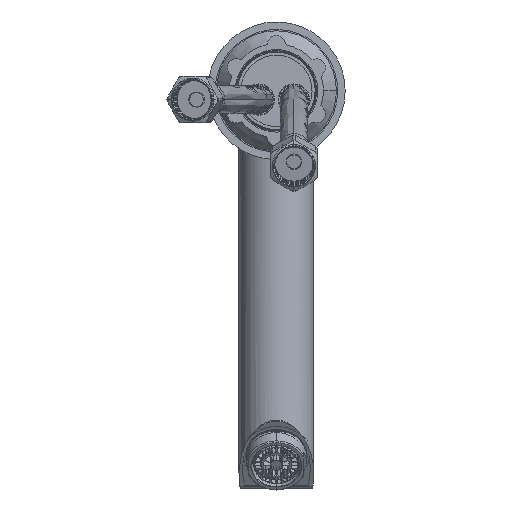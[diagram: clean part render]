
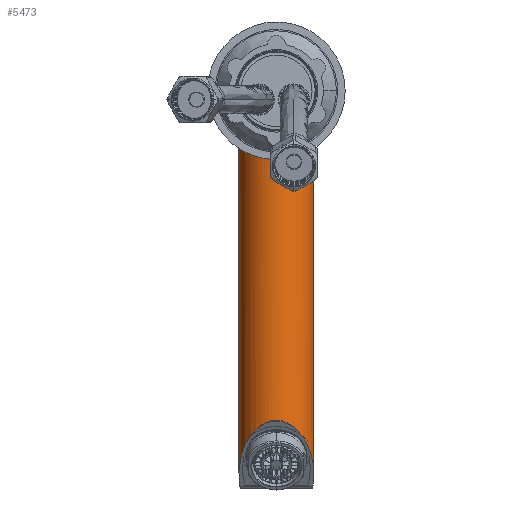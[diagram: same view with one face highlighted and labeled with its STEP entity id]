
A CAD part, front view. The second image highlights one B-rep face of the part: STEP entity #5473.
In plain terms, the highlighted cylindrical face has radius 15 mm (diameter 30 mm), a full revolution.
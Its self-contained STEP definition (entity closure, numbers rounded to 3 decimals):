
#173=ELLIPSE('',#30561,26.065,15.);
#1522=B_SPLINE_CURVE_WITH_KNOTS('',3,(#65590,#65591,#65592,#65593,#65594,
#65595,#65596,#65597,#65598,#65599,#65600,#65601,#65602,#65603,#65604,#65605,
#65606,#65607,#65608,#65609,#65610,#65611,#65612,#65613,#65614,#65615,#65616,
#65617,#65618,#65619,#65620,#65621,#65622,#65623),.UNSPECIFIED.,.T.,.F.,
(2,2,2,2,2,2,2,2,2,2,2,2,2,2,2,2,2,2,2),(-0.063,0.,0.063,0.125,0.188,
0.25,0.313,0.375,0.438,0.5,0.563,0.625,0.688,0.75,0.813,0.875,0.938,
1.,1.063),.UNSPECIFIED.);
#1523=B_SPLINE_CURVE_WITH_KNOTS('',3,(#65628,#65629,#65630,#65631,#65632,
#65633,#65634,#65635,#65636,#65637),.UNSPECIFIED.,.F.,.F.,(4,3,3,4),(0.,
0.345,0.689,1.),.UNSPECIFIED.);
#1524=B_SPLINE_CURVE_WITH_KNOTS('',3,(#65641,#65642,#65643,#65644,#65645,
#65646,#65647,#65648,#65649,#65650),.UNSPECIFIED.,.F.,.F.,(4,3,3,4),(0.,
0.366,0.733,1.),.UNSPECIFIED.);
#2315=CYLINDRICAL_SURFACE('',#30563,15.);
#5473=ADVANCED_FACE('',(#6782,#6783),#2315,.T.);
#6782=FACE_BOUND('',#8673,.T.);
#6783=FACE_BOUND('',#8674,.T.);
#8673=EDGE_LOOP('',(#19232));
#8674=EDGE_LOOP('',(#19233,#19234,#19235,#19236));
#19232=ORIENTED_EDGE('',*,*,#26528,.T.);
#19233=ORIENTED_EDGE('',*,*,#26529,.T.);
#19234=ORIENTED_EDGE('',*,*,#26530,.T.);
#19235=ORIENTED_EDGE('',*,*,#26531,.F.);
#19236=ORIENTED_EDGE('',*,*,#26532,.T.);
#22770=VERTEX_POINT('',#65624);
#22771=VERTEX_POINT('',#65626);
#22772=VERTEX_POINT('',#65627);
#22773=VERTEX_POINT('',#65638);
#22774=VERTEX_POINT('',#65640);
#26528=EDGE_CURVE('',#22770,#22770,#1522,.T.);
#26529=EDGE_CURVE('',#22771,#22772,#173,.T.);
#26530=EDGE_CURVE('',#22772,#22773,#1523,.T.);
#26531=EDGE_CURVE('',#22774,#22773,#28118,.T.);
#26532=EDGE_CURVE('',#22774,#22771,#1524,.T.);
#28118=CIRCLE('',#30562,15.);
#30561=AXIS2_PLACEMENT_3D('',#65625,#37110,#37111);
#30562=AXIS2_PLACEMENT_3D('',#65639,#37112,#37113);
#30563=AXIS2_PLACEMENT_3D('',#65651,#37114,#37115);
#37110=DIRECTION('',(0.,0.818,0.575));
#37111=DIRECTION('',(0.,-0.575,0.818));
#37112=DIRECTION('',(0.,0.,-1.));
#37113=DIRECTION('',(1.,0.,0.));
#37114=DIRECTION('',(0.,0.,1.));
#37115=DIRECTION('',(1.,0.,0.));
#65590=CARTESIAN_POINT('',(15.,220.072,-16.869));
#65591=CARTESIAN_POINT('',(15.,215.928,-16.869));
#65592=CARTESIAN_POINT('',(14.562,213.918,-17.331));
#65593=CARTESIAN_POINT('',(13.056,210.367,-18.647));
#65594=CARTESIAN_POINT('',(11.984,208.783,-19.489));
#65595=CARTESIAN_POINT('',(9.326,206.1,-21.077));
#65596=CARTESIAN_POINT('',(7.745,205.003,-21.826));
#65597=CARTESIAN_POINT('',(4.121,203.443,-22.919));
#65598=CARTESIAN_POINT('',(2.073,203.003,-23.247));
#65599=CARTESIAN_POINT('',(-2.023,202.997,-23.252));
#65600=CARTESIAN_POINT('',(-4.062,203.426,-22.931));
#65601=CARTESIAN_POINT('',(-7.694,204.973,-21.846));
#65602=CARTESIAN_POINT('',(-9.297,206.076,-21.093));
#65603=CARTESIAN_POINT('',(-11.98,208.775,-19.492));
#65604=CARTESIAN_POINT('',(-13.041,210.338,-18.659));
#65605=CARTESIAN_POINT('',(-14.564,213.916,-17.33));
#65606=CARTESIAN_POINT('',(-14.998,215.936,-16.871));
#65607=CARTESIAN_POINT('',(-15.002,220.033,-16.867));
#65608=CARTESIAN_POINT('',(-14.572,222.055,-17.322));
#65609=CARTESIAN_POINT('',(-13.057,225.635,-18.646));
#65610=CARTESIAN_POINT('',(-11.984,227.217,-19.489));
#65611=CARTESIAN_POINT('',(-9.323,229.902,-21.079));
#65612=CARTESIAN_POINT('',(-7.73,231.005,-21.831));
#65613=CARTESIAN_POINT('',(-4.105,232.562,-22.922));
#65614=CARTESIAN_POINT('',(-2.062,232.997,-23.248));
#65615=CARTESIAN_POINT('',(2.012,233.003,-23.252));
#65616=CARTESIAN_POINT('',(4.057,232.578,-22.934));
#65617=CARTESIAN_POINT('',(7.72,231.014,-21.837));
#65618=CARTESIAN_POINT('',(9.319,229.904,-21.081));
#65619=CARTESIAN_POINT('',(11.975,227.228,-19.495));
#65620=CARTESIAN_POINT('',(13.052,225.641,-18.65));
#65621=CARTESIAN_POINT('',(14.562,222.084,-17.331));
#65622=CARTESIAN_POINT('',(15.,220.072,-16.869));
#65623=CARTESIAN_POINT('',(15.,215.928,-16.869));
#65624=CARTESIAN_POINT('',(15.,218.,-16.869));
#65625=CARTESIAN_POINT('',(0.,218.,-153.385));
#65626=CARTESIAN_POINT('',(-14.609,221.403,-158.22));
#65627=CARTESIAN_POINT('',(14.609,221.403,-158.22));
#65628=CARTESIAN_POINT('',(14.609,221.403,-158.22));
#65629=CARTESIAN_POINT('',(14.579,221.532,-158.403));
#65630=CARTESIAN_POINT('',(14.539,221.693,-158.566));
#65631=CARTESIAN_POINT('',(14.491,221.873,-158.695));
#65632=CARTESIAN_POINT('',(14.443,222.053,-158.823));
#65633=CARTESIAN_POINT('',(14.386,222.255,-158.922));
#65634=CARTESIAN_POINT('',(14.321,222.462,-158.984));
#65635=CARTESIAN_POINT('',(14.263,222.65,-159.041));
#65636=CARTESIAN_POINT('',(14.197,222.846,-159.069));
#65637=CARTESIAN_POINT('',(14.129,223.038,-159.069));
#65638=CARTESIAN_POINT('',(14.129,223.038,-159.069));
#65639=CARTESIAN_POINT('',(0.,218.,-159.069));
#65640=CARTESIAN_POINT('',(-14.129,223.038,-159.069));
#65641=CARTESIAN_POINT('',(-14.129,223.038,-159.069));
#65642=CARTESIAN_POINT('',(-14.209,222.812,-159.069));
#65643=CARTESIAN_POINT('',(-14.285,222.581,-159.029));
#65644=CARTESIAN_POINT('',(-14.351,222.364,-158.952));
#65645=CARTESIAN_POINT('',(-14.417,222.146,-158.874));
#65646=CARTESIAN_POINT('',(-14.475,221.937,-158.755));
#65647=CARTESIAN_POINT('',(-14.522,221.756,-158.604));
#65648=CARTESIAN_POINT('',(-14.556,221.623,-158.493));
#65649=CARTESIAN_POINT('',(-14.586,221.503,-158.363));
#65650=CARTESIAN_POINT('',(-14.609,221.403,-158.22));
#65651=CARTESIAN_POINT('',(0.,218.,5.5));
